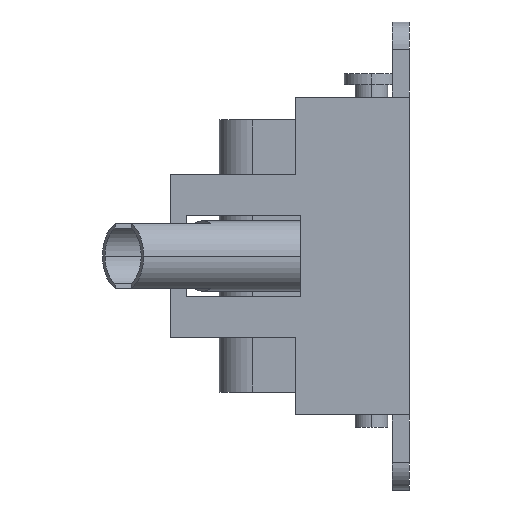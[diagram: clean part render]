
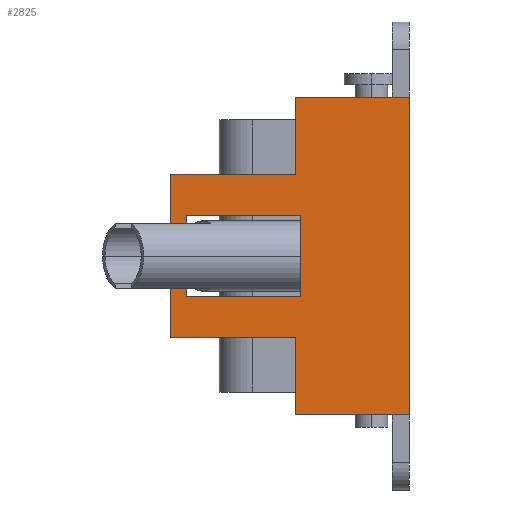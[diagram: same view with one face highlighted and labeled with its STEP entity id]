
A CAD part, left-side view. The second image highlights one B-rep face of the part: STEP entity #2825.
In plain terms, the highlighted planar face has unit normal (-1, 0, 0).
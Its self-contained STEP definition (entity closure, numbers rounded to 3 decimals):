
#34 = CARTESIAN_POINT ( 'NONE',  ( -40., 34., 7.5 ) ) ;
#36 = CARTESIAN_POINT ( 'NONE',  ( -40., -7., -29.2 ) ) ;
#38 = CARTESIAN_POINT ( 'NONE',  ( -40., -7., 29.2 ) ) ;
#270 = CARTESIAN_POINT ( 'NONE',  ( -40., 34., 7.5 ) ) ;
#271 = DIRECTION ( 'NONE',  ( 0., 1., 0. ) ) ;
#274 = CARTESIAN_POINT ( 'NONE',  ( -40., 14., 15. ) ) ;
#275 = DIRECTION ( 'NONE',  ( 0., 0., 1. ) ) ;
#292 = CARTESIAN_POINT ( 'NONE',  ( -40., 34., -7.5 ) ) ;
#293 = DIRECTION ( 'NONE',  ( 0., 0., -1. ) ) ;
#294 = CARTESIAN_POINT ( 'NONE',  ( -40., -16., -29.2 ) ) ;
#295 = DIRECTION ( 'NONE',  ( 0., 1., 0. ) ) ;
#296 = CARTESIAN_POINT ( 'NONE',  ( -40., 37., 43. ) ) ;
#297 = DIRECTION ( 'NONE',  ( 0., 0., -1. ) ) ;
#298 = CARTESIAN_POINT ( 'NONE',  ( -40., 37., -15. ) ) ;
#299 = DIRECTION ( 'NONE',  ( 0., 1., 0. ) ) ;
#308 = CARTESIAN_POINT ( 'NONE',  ( -40., 34., -7.5 ) ) ;
#309 = DIRECTION ( 'NONE',  ( 0., -1., 0. ) ) ;
#312 = CARTESIAN_POINT ( 'NONE',  ( -40., 37., 15. ) ) ;
#313 = DIRECTION ( 'NONE',  ( 0., -1., 0. ) ) ;
#317 = CARTESIAN_POINT ( 'NONE',  ( -40., -16., 29.2 ) ) ;
#318 = DIRECTION ( 'NONE',  ( 0., 1., 0. ) ) ;
#324 = CARTESIAN_POINT ( 'NONE',  ( -40., -7., 43. ) ) ;
#325 = DIRECTION ( 'NONE',  ( 0., 0., -1. ) ) ;
#359 = CARTESIAN_POINT ( 'NONE',  ( -40., 13., -7.5 ) ) ;
#360 = DIRECTION ( 'NONE',  ( 0., 0., 1. ) ) ;
#698 = LINE ( 'NONE', #298, #2445 ) ;
#701 = LINE ( 'NONE', #270, #2431 ) ;
#707 = LINE ( 'NONE', #274, #2433 ) ;
#708 = LINE ( 'NONE', #292, #2442 ) ;
#715 = LINE ( 'NONE', #296, #2444 ) ;
#716 = LINE ( 'NONE', #294, #2443 ) ;
#721 = LINE ( 'NONE', #308, #2450 ) ;
#723 = LINE ( 'NONE', #312, #2453 ) ;
#724 = LINE ( 'NONE', #317, #2455 ) ;
#726 = LINE ( 'NONE', #324, #2458 ) ;
#739 = LINE ( 'NONE', #359, #2477 ) ;
#870 = FACE_OUTER_BOUND ( 'NONE', #3531, .T. ) ;
#871 = FACE_BOUND ( 'NONE', #3275, .T. ) ;
#1231 = CARTESIAN_POINT ( 'NONE',  ( -40., 14., -15. ) ) ;
#1232 = DIRECTION ( 'NONE',  ( 0., 0., 1. ) ) ;
#1529 = PLANE ( 'NONE',  #2707 ) ;
#1530 = CARTESIAN_POINT ( 'NONE',  ( -40., 37., 43. ) ) ;
#1531 = DIRECTION ( 'NONE',  ( 1., 0., 0. ) ) ;
#1532 = DIRECTION ( 'NONE',  ( 0., 1., 0. ) ) ;
#1655 = CARTESIAN_POINT ( 'NONE',  ( -40., 13., -7.5 ) ) ;
#1656 = CARTESIAN_POINT ( 'NONE',  ( -40., 37., -15. ) ) ;
#1658 = CARTESIAN_POINT ( 'NONE',  ( -40., 37., 15. ) ) ;
#1664 = CARTESIAN_POINT ( 'NONE',  ( -40., 14., 29.2 ) ) ;
#1668 = CARTESIAN_POINT ( 'NONE',  ( -40., 14., -15. ) ) ;
#1672 = CARTESIAN_POINT ( 'NONE',  ( -40., 14., -29.2 ) ) ;
#1673 = CARTESIAN_POINT ( 'NONE',  ( -40., 13., 7.5 ) ) ;
#1677 = CARTESIAN_POINT ( 'NONE',  ( -40., 34., -7.5 ) ) ;
#1682 = CARTESIAN_POINT ( 'NONE',  ( -40., 14., 15. ) ) ;
#2431 = VECTOR ( 'NONE', #271, 1000. ) ;
#2433 = VECTOR ( 'NONE', #275, 1000. ) ;
#2442 = VECTOR ( 'NONE', #293, 1000. ) ;
#2443 = VECTOR ( 'NONE', #295, 1000. ) ;
#2444 = VECTOR ( 'NONE', #297, 1000. ) ;
#2445 = VECTOR ( 'NONE', #299, 1000. ) ;
#2450 = VECTOR ( 'NONE', #309, 1000. ) ;
#2453 = VECTOR ( 'NONE', #313, 1000. ) ;
#2455 = VECTOR ( 'NONE', #318, 1000. ) ;
#2458 = VECTOR ( 'NONE', #325, 1000. ) ;
#2477 = VECTOR ( 'NONE', #360, 1000. ) ;
#2498 = EDGE_CURVE ( 'NONE', #3258, #3254, #4128, .T. ) ;
#2707 = AXIS2_PLACEMENT_3D ( 'NONE', #1530, #1531, #1532 ) ;
#2825 = ADVANCED_FACE ( 'NONE', ( #871, #870 ), #1529, .F. ) ;
#2891 = VECTOR ( 'NONE', #1232, 1000. ) ;
#3241 = VERTEX_POINT ( 'NONE', #1655 ) ;
#3242 = VERTEX_POINT ( 'NONE', #1656 ) ;
#3244 = VERTEX_POINT ( 'NONE', #1658 ) ;
#3250 = VERTEX_POINT ( 'NONE', #1664 ) ;
#3254 = VERTEX_POINT ( 'NONE', #1668 ) ;
#3258 = VERTEX_POINT ( 'NONE', #1672 ) ;
#3259 = VERTEX_POINT ( 'NONE', #1673 ) ;
#3263 = VERTEX_POINT ( 'NONE', #1677 ) ;
#3268 = VERTEX_POINT ( 'NONE', #1682 ) ;
#3275 = EDGE_LOOP ( 'NONE', ( #3349, #3350, #3353, #3346 ) ) ;
#3334 = ORIENTED_EDGE ( 'NONE', *, *, #3739, .F. ) ;
#3336 = ORIENTED_EDGE ( 'NONE', *, *, #3744, .F. ) ;
#3337 = ORIENTED_EDGE ( 'NONE', *, *, #3720, .F. ) ;
#3338 = ORIENTED_EDGE ( 'NONE', *, *, #3741, .T. ) ;
#3339 = ORIENTED_EDGE ( 'NONE', *, *, #3730, .F. ) ;
#3340 = ORIENTED_EDGE ( 'NONE', *, *, #3732, .F. ) ;
#3341 = ORIENTED_EDGE ( 'NONE', *, *, #3731, .T. ) ;
#3345 = ORIENTED_EDGE ( 'NONE', *, *, #2498, .F. ) ;
#3346 = ORIENTED_EDGE ( 'NONE', *, *, #3718, .F. ) ;
#3349 = ORIENTED_EDGE ( 'NONE', *, *, #3760, .F. ) ;
#3350 = ORIENTED_EDGE ( 'NONE', *, *, #3737, .F. ) ;
#3353 = ORIENTED_EDGE ( 'NONE', *, *, #3729, .F. ) ;
#3430 = VERTEX_POINT ( 'NONE', #34 ) ;
#3432 = VERTEX_POINT ( 'NONE', #36 ) ;
#3434 = VERTEX_POINT ( 'NONE', #38 ) ;
#3531 = EDGE_LOOP ( 'NONE', ( #3341, #3340, #3345, #3339, #3336, #3338, #3337, #3334 ) ) ;
#3718 = EDGE_CURVE ( 'NONE', #3259, #3430, #701, .T. ) ;
#3720 = EDGE_CURVE ( 'NONE', #3268, #3250, #707, .T. ) ;
#3729 = EDGE_CURVE ( 'NONE', #3430, #3263, #708, .T. ) ;
#3730 = EDGE_CURVE ( 'NONE', #3432, #3258, #716, .T. ) ;
#3731 = EDGE_CURVE ( 'NONE', #3244, #3242, #715, .T. ) ;
#3732 = EDGE_CURVE ( 'NONE', #3254, #3242, #698, .T. ) ;
#3737 = EDGE_CURVE ( 'NONE', #3263, #3241, #721, .T. ) ;
#3739 = EDGE_CURVE ( 'NONE', #3244, #3268, #723, .T. ) ;
#3741 = EDGE_CURVE ( 'NONE', #3434, #3250, #724, .T. ) ;
#3744 = EDGE_CURVE ( 'NONE', #3434, #3432, #726, .T. ) ;
#3760 = EDGE_CURVE ( 'NONE', #3241, #3259, #739, .T. ) ;
#4128 = LINE ( 'NONE', #1231, #2891 ) ;
